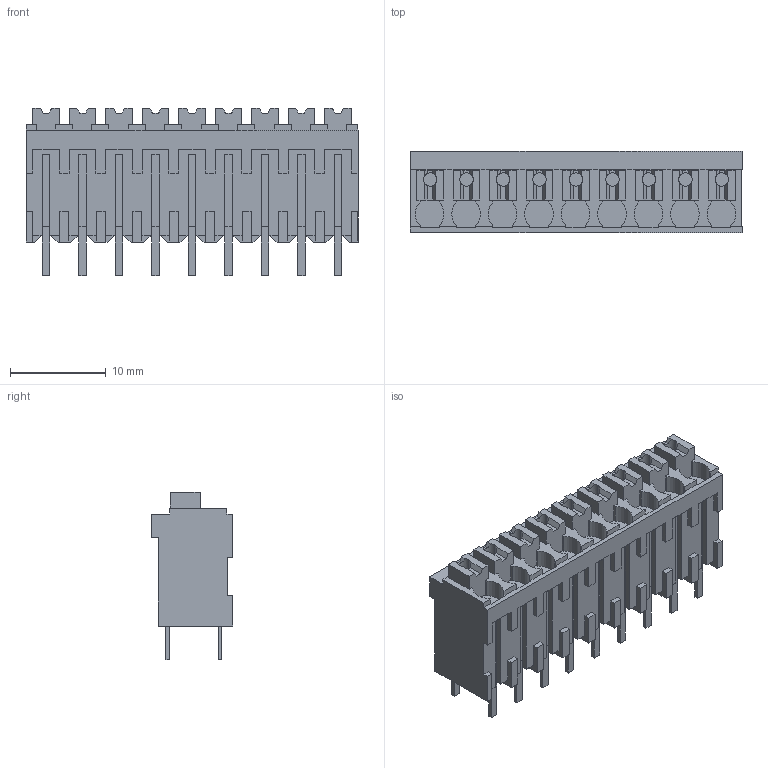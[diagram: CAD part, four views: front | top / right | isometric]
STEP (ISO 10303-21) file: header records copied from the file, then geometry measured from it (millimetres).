
FILE_DESCRIPTION(('CATIA V5 STEP Exchange','CAx-IF Rec.Pracs.--- Model Styling and Organization---1.2---2011-12-15'),'2;1');
FILE_NAME ('D1458137_0_1875730000_1875730000.stp','2018-03-20T07:16:24+00:00',('none'),('Weidmueller'),'CATIA Version 5-6 Release 2014','CATIA V5 STEP AP214','none');
FILE_SCHEMA(('AUTOMOTIVE_DESIGN { 1 0 10303 214 1 1 1 1 }'));
Length unit declared in the file: millimetre
Products named in the file (1): 1875730000
Bounding box: 34.68 x 8.5 x 17.45 mm (x, y, z)
Volume: 2801.9 mm3; surface area: 3102.8 mm2
Topology: 28 solids, 28 shells, 673 faces, 1895 edges, 1278 vertices
Faces by surface type: plane 637, cylinder 36
Entity records: 19817 total; most frequent: CARTESIAN_POINT 3872, ORIENTED_EDGE 3790, DIRECTION 2472, EDGE_CURVE 1895, VECTOR 1751, LINE 1751, VERTEX_POINT 1278, ADVANCED_FACE 673
